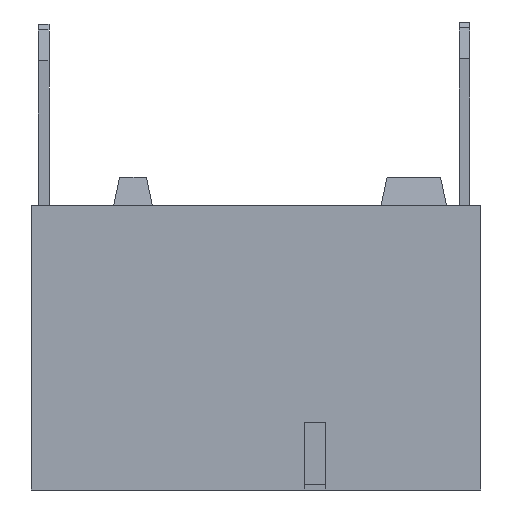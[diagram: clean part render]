
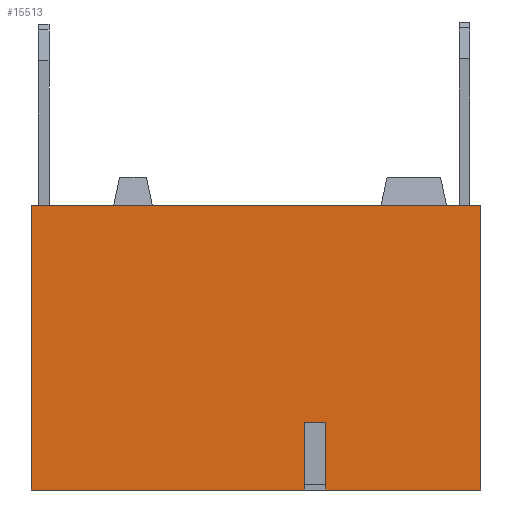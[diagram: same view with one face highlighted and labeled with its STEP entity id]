
A CAD part, left-side view. The second image highlights one B-rep face of the part: STEP entity #15513.
In plain terms, the highlighted planar face has unit normal (-1, 0, 0).
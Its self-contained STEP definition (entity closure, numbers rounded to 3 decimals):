
#33=DIRECTION('',(0.,0.,1.));
#34=VECTOR('',#33,5.32);
#35=CARTESIAN_POINT('',(-10.12,-4.2,-2.66));
#36=LINE('4412',#35,#34);
#665=DIRECTION('',(0.,1.,0.));
#666=VECTOR('',#665,8.4);
#667=CARTESIAN_POINT('',(-10.12,-4.2,2.66));
#668=LINE('4417',#667,#666);
#2439=DIRECTION('',(0.,-1.,0.));
#2440=VECTOR('',#2439,0.4);
#2441=CARTESIAN_POINT('',(-10.12,-0.9,-1.39));
#2442=LINE('4974',#2441,#2440);
#2443=DIRECTION('',(0.,0.,1.));
#2444=VECTOR('',#2443,1.27);
#2445=CARTESIAN_POINT('',(-10.12,-0.9,-2.66));
#2446=LINE('4976',#2445,#2444);
#2447=DIRECTION('',(0.,1.,0.));
#2448=VECTOR('',#2447,5.1);
#2449=CARTESIAN_POINT('',(-10.12,-0.9,-2.66));
#2450=LINE('4983',#2449,#2448);
#2451=DIRECTION('',(0.,1.,0.));
#2452=VECTOR('',#2451,2.9);
#2453=CARTESIAN_POINT('',(-10.12,-4.2,-2.66));
#2454=LINE('4982',#2453,#2452);
#2455=DIRECTION('',(0.,0.,1.));
#2456=VECTOR('',#2455,1.27);
#2457=CARTESIAN_POINT('',(-10.12,-1.3,-2.66));
#2458=LINE('4975',#2457,#2456);
#7197=DIRECTION('',(0.,0.,1.));
#7198=VECTOR('',#7197,5.32);
#7199=CARTESIAN_POINT('',(-10.12,4.2,-2.66));
#7200=LINE('4415',#7199,#7198);
#9329=CARTESIAN_POINT('',(-10.12,-4.2,-2.66));
#9330=CARTESIAN_POINT('',(-10.12,-4.2,2.66));
#9331=VERTEX_POINT('',#9329);
#9332=VERTEX_POINT('',#9330);
#9337=CARTESIAN_POINT('',(-10.12,4.2,-2.66));
#9338=CARTESIAN_POINT('',(-10.12,4.2,2.66));
#9339=VERTEX_POINT('',#9337);
#9340=VERTEX_POINT('',#9338);
#10245=CARTESIAN_POINT('',(-10.12,-0.9,-1.39));
#10246=CARTESIAN_POINT('',(-10.12,-1.3,-1.39));
#10247=VERTEX_POINT('',#10245);
#10248=VERTEX_POINT('',#10246);
#10249=CARTESIAN_POINT('',(-10.12,-1.3,-2.66));
#10250=VERTEX_POINT('',#10249);
#10251=CARTESIAN_POINT('',(-10.12,-0.9,-2.66));
#10252=VERTEX_POINT('',#10251);
#15492=CARTESIAN_POINT('',(-10.12,-4.2,-2.66));
#15493=DIRECTION('',(-1.,0.,0.));
#15494=DIRECTION('',(0.,0.,1.));
#15495=AXIS2_PLACEMENT_3D('',#15492,#15493,#15494);
#15496=PLANE('3577',#15495);
#15498=ORIENTED_EDGE('4974',*,*,#15497,.F.);
#15500=ORIENTED_EDGE('4976',*,*,#15499,.F.);
#15502=ORIENTED_EDGE('4983',*,*,#15501,.T.);
#15504=ORIENTED_EDGE('4415',*,*,#15503,.T.);
#15505=ORIENTED_EDGE('4417',*,*,#12796,.F.);
#15506=ORIENTED_EDGE('4412',*,*,#12310,.F.);
#15508=ORIENTED_EDGE('4982',*,*,#15507,.T.);
#15510=ORIENTED_EDGE('4975',*,*,#15509,.T.);
#15511=EDGE_LOOP('3577',(#15498,#15500,#15502,#15504,#15505,#15506,#15508,
#15510));
#15512=FACE_OUTER_BOUND('3577',#15511,.F.);
#15513=ADVANCED_FACE('3577',(#15512),#15496,.T.);
#12310=EDGE_CURVE('4412',#9331,#9332,#36,.T.);
#12796=EDGE_CURVE('4417',#9332,#9340,#668,.T.);
#15497=EDGE_CURVE('4974',#10247,#10248,#2442,.T.);
#15499=EDGE_CURVE('4976',#10252,#10247,#2446,.T.);
#15501=EDGE_CURVE('4983',#10252,#9339,#2450,.T.);
#15503=EDGE_CURVE('4415',#9339,#9340,#7200,.T.);
#15507=EDGE_CURVE('4982',#9331,#10250,#2454,.T.);
#15509=EDGE_CURVE('4975',#10250,#10248,#2458,.T.);
